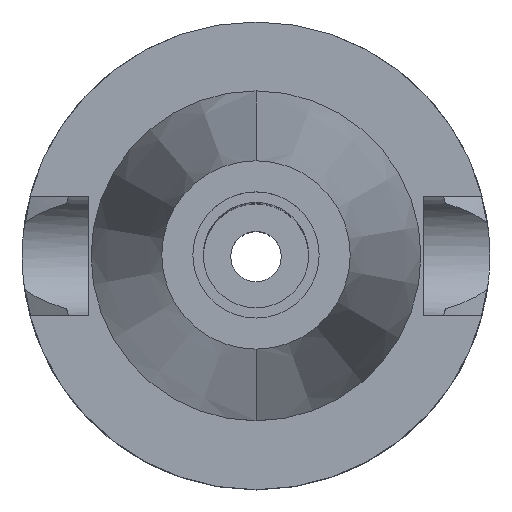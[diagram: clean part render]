
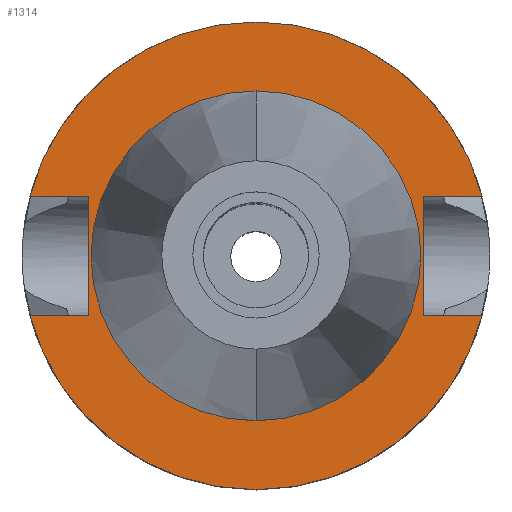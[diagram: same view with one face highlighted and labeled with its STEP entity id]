
A CAD part, top view. The second image highlights one B-rep face of the part: STEP entity #1314.
In plain terms, the highlighted planar face has unit normal (0, 0, 1).
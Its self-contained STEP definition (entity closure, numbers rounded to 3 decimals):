
#94=DIRECTION('',(0.,1.,0.));
#95=VECTOR('',#94,16.1);
#96=CARTESIAN_POINT('',(-22.5,-8.05,-1.));
#97=LINE('',#96,#95);
#101=DIRECTION('',(-1.,0.,0.));
#102=VECTOR('',#101,7.954);
#103=CARTESIAN_POINT('',(-22.5,8.05,-1.));
#104=LINE('',#103,#102);
#108=CARTESIAN_POINT('',(0.,0.,-1.));
#109=DIRECTION('',(0.,0.,-1.));
#110=DIRECTION('',(-0.967,0.256,0.));
#111=AXIS2_PLACEMENT_3D('',#108,#109,#110);
#116=CARTESIAN_POINT('',(0.,0.,-1.));
#117=DIRECTION('',(0.,0.,-1.));
#118=DIRECTION('',(0.,1.,0.));
#119=AXIS2_PLACEMENT_3D('',#116,#117,#118);
#124=DIRECTION('',(0.,-1.,0.));
#125=VECTOR('',#124,16.1);
#126=CARTESIAN_POINT('',(22.5,8.05,-1.));
#127=LINE('',#126,#125);
#131=DIRECTION('',(1.,0.,0.));
#132=VECTOR('',#131,7.954);
#133=CARTESIAN_POINT('',(22.5,-8.05,-1.));
#134=LINE('',#133,#132);
#138=CARTESIAN_POINT('',(0.,0.,-1.));
#139=DIRECTION('',(0.,0.,-1.));
#140=DIRECTION('',(0.967,-0.256,0.));
#141=AXIS2_PLACEMENT_3D('',#138,#139,#140);
#146=CARTESIAN_POINT('',(0.,0.,-1.));
#147=DIRECTION('',(0.,0.,-1.));
#148=DIRECTION('',(0.,-1.,0.));
#149=AXIS2_PLACEMENT_3D('',#146,#147,#148);
#154=CARTESIAN_POINT('',(0.,0.,-1.));
#155=DIRECTION('',(0.,0.,1.));
#156=DIRECTION('',(0.,-1.,0.));
#157=AXIS2_PLACEMENT_3D('',#154,#155,#156);
#162=CARTESIAN_POINT('',(0.,0.,-1.));
#163=DIRECTION('',(0.,0.,1.));
#164=DIRECTION('',(0.,1.,0.));
#165=AXIS2_PLACEMENT_3D('',#162,#163,#164);
#200=DIRECTION('',(-1.,0.,0.));
#201=VECTOR('',#200,7.954);
#202=CARTESIAN_POINT('',(-22.5,-8.05,-1.));
#203=LINE('',#202,#201);
#337=DIRECTION('',(1.,0.,0.));
#338=VECTOR('',#337,7.954);
#339=CARTESIAN_POINT('',(22.5,8.05,-1.));
#340=LINE('',#339,#338);
#1171=CARTESIAN_POINT('',(-22.5,-8.05,-1.));
#1172=VERTEX_POINT('',#1171);
#1173=CARTESIAN_POINT('',(-30.454,-8.05,-1.));
#1174=VERTEX_POINT('',#1173);
#1177=CARTESIAN_POINT('',(-22.5,8.05,-1.));
#1178=VERTEX_POINT('',#1177);
#1179=CARTESIAN_POINT('',(-30.454,8.05,-1.));
#1180=VERTEX_POINT('',#1179);
#1181=CARTESIAN_POINT('',(0.,31.5,-1.));
#1182=CARTESIAN_POINT('',(30.454,8.05,-1.));
#1183=VERTEX_POINT('',#1181);
#1184=VERTEX_POINT('',#1182);
#1185=CARTESIAN_POINT('',(22.5,8.05,-1.));
#1186=VERTEX_POINT('',#1185);
#1187=CARTESIAN_POINT('',(22.5,-8.05,-1.));
#1188=VERTEX_POINT('',#1187);
#1189=CARTESIAN_POINT('',(30.454,-8.05,-1.));
#1190=VERTEX_POINT('',#1189);
#1191=CARTESIAN_POINT('',(0.,-31.5,-1.));
#1192=VERTEX_POINT('',#1191);
#1193=CARTESIAN_POINT('',(0.,-22.225,-1.));
#1194=CARTESIAN_POINT('',(0.,22.225,-1.));
#1195=VERTEX_POINT('',#1193);
#1196=VERTEX_POINT('',#1194);
#1283=CARTESIAN_POINT('',(0.,0.,-1.));
#1284=DIRECTION('',(0.,0.,-1.));
#1285=DIRECTION('',(0.,-1.,0.));
#1286=AXIS2_PLACEMENT_3D('',#1283,#1284,#1285);
#1287=PLANE('',#1286);
#1289=ORIENTED_EDGE('',*,*,#1288,.T.);
#1291=ORIENTED_EDGE('',*,*,#1290,.T.);
#1293=ORIENTED_EDGE('',*,*,#1292,.T.);
#1295=ORIENTED_EDGE('',*,*,#1294,.T.);
#1297=ORIENTED_EDGE('',*,*,#1296,.F.);
#1299=ORIENTED_EDGE('',*,*,#1298,.T.);
#1301=ORIENTED_EDGE('',*,*,#1300,.T.);
#1303=ORIENTED_EDGE('',*,*,#1302,.T.);
#1305=ORIENTED_EDGE('',*,*,#1304,.T.);
#1307=ORIENTED_EDGE('',*,*,#1306,.F.);
#1308=EDGE_LOOP('',(#1289,#1291,#1293,#1295,#1297,#1299,#1301,#1303,#1305,
#1307));
#1309=FACE_OUTER_BOUND('',#1308,.F.);
#1310=ORIENTED_EDGE('',*,*,#1262,.T.);
#1311=ORIENTED_EDGE('',*,*,#1278,.T.);
#1312=EDGE_LOOP('',(#1310,#1311));
#1313=FACE_BOUND('',#1312,.F.);
#112=CIRCLE('',#111,31.5);
#120=CIRCLE('',#119,31.5);
#142=CIRCLE('',#141,31.5);
#150=CIRCLE('',#149,31.5);
#158=CIRCLE('',#157,22.225);
#166=CIRCLE('',#165,22.225);
#1262=EDGE_CURVE('',#1195,#1196,#158,.T.);
#1278=EDGE_CURVE('',#1196,#1195,#166,.T.);
#1288=EDGE_CURVE('',#1172,#1178,#97,.T.);
#1290=EDGE_CURVE('',#1178,#1180,#104,.T.);
#1292=EDGE_CURVE('',#1180,#1183,#112,.T.);
#1294=EDGE_CURVE('',#1183,#1184,#120,.T.);
#1296=EDGE_CURVE('',#1186,#1184,#340,.T.);
#1298=EDGE_CURVE('',#1186,#1188,#127,.T.);
#1300=EDGE_CURVE('',#1188,#1190,#134,.T.);
#1302=EDGE_CURVE('',#1190,#1192,#142,.T.);
#1304=EDGE_CURVE('',#1192,#1174,#150,.T.);
#1306=EDGE_CURVE('',#1172,#1174,#203,.T.);
#1314=ADVANCED_FACE('',(#1309,#1313),#1287,.F.);
